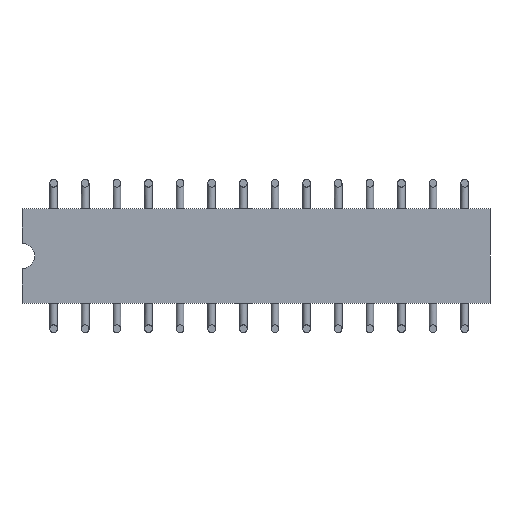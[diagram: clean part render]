
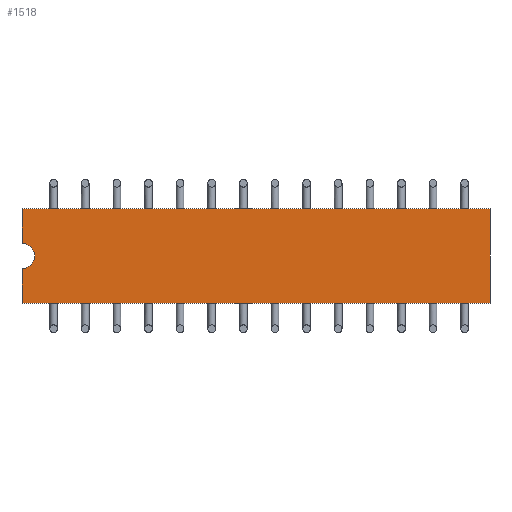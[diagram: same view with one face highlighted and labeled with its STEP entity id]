
A CAD part, front view. The second image highlights one B-rep face of the part: STEP entity #1518.
In plain terms, the highlighted planar face has unit normal (0, -1, 0).
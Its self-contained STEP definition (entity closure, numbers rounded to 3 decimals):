
#77=PLANE('',#1775);
#169=FACE_OUTER_BOUND('',#289,.T.);
#289=EDGE_LOOP('',(#1364,#1365,#1366,#1367,#1368,#1369));
#430=LINE('',#2742,#502);
#434=LINE('',#2750,#506);
#437=LINE('',#2756,#509);
#441=LINE('',#2768,#513);
#444=LINE('',#2773,#516);
#502=VECTOR('',#2284,10.);
#506=VECTOR('',#2290,10.);
#509=VECTOR('',#2295,10.);
#513=VECTOR('',#2307,10.);
#516=VECTOR('',#2312,10.);
#574=CIRCLE('',#1770,1.);
#716=VERTEX_POINT('',#2740);
#717=VERTEX_POINT('',#2741);
#720=VERTEX_POINT('',#2749);
#722=VERTEX_POINT('',#2755);
#724=VERTEX_POINT('',#2761);
#726=VERTEX_POINT('',#2767);
#924=EDGE_CURVE('',#716,#717,#430,.T.);
#928=EDGE_CURVE('',#720,#716,#434,.T.);
#931=EDGE_CURVE('',#722,#720,#437,.T.);
#934=EDGE_CURVE('',#724,#722,#574,.T.);
#937=EDGE_CURVE('',#726,#724,#441,.T.);
#940=EDGE_CURVE('',#717,#726,#444,.T.);
#1364=ORIENTED_EDGE('',*,*,#940,.F.);
#1365=ORIENTED_EDGE('',*,*,#924,.F.);
#1366=ORIENTED_EDGE('',*,*,#928,.F.);
#1367=ORIENTED_EDGE('',*,*,#931,.F.);
#1368=ORIENTED_EDGE('',*,*,#934,.F.);
#1369=ORIENTED_EDGE('',*,*,#937,.F.);
#1518=ADVANCED_FACE('',(#169),#77,.F.);
#1770=AXIS2_PLACEMENT_3D('',#2762,#2300,#2301);
#1775=AXIS2_PLACEMENT_3D('',#2776,#2316,#2317);
#2284=DIRECTION('',(0.,0.,-1.));
#2290=DIRECTION('',(1.,0.,0.));
#2295=DIRECTION('',(0.,0.,1.));
#2300=DIRECTION('center_axis',(0.,-1.,0.));
#2301=DIRECTION('ref_axis',(0.,0.,-1.));
#2307=DIRECTION('',(0.,0.,1.));
#2312=DIRECTION('',(-1.,0.,0.));
#2316=DIRECTION('center_axis',(0.,1.,0.));
#2317=DIRECTION('ref_axis',(0.,0.,1.));
#2740=CARTESIAN_POINT('',(0.,0.,0.));
#2741=CARTESIAN_POINT('',(0.,0.,-7.5));
#2742=CARTESIAN_POINT('',(0.,0.,0.));
#2749=CARTESIAN_POINT('',(-37.,0.,0.));
#2750=CARTESIAN_POINT('',(-37.,0.,0.));
#2755=CARTESIAN_POINT('',(-37.,0.,-2.75));
#2756=CARTESIAN_POINT('',(-37.,0.,-2.75));
#2761=CARTESIAN_POINT('',(-37.,0.,-4.75));
#2762=CARTESIAN_POINT('Origin',(-37.,0.,-3.75));
#2767=CARTESIAN_POINT('',(-37.,0.,-7.5));
#2768=CARTESIAN_POINT('',(-37.,0.,-7.5));
#2773=CARTESIAN_POINT('',(0.,0.,-7.5));
#2776=CARTESIAN_POINT('Origin',(-18.5,0.,-3.75));
